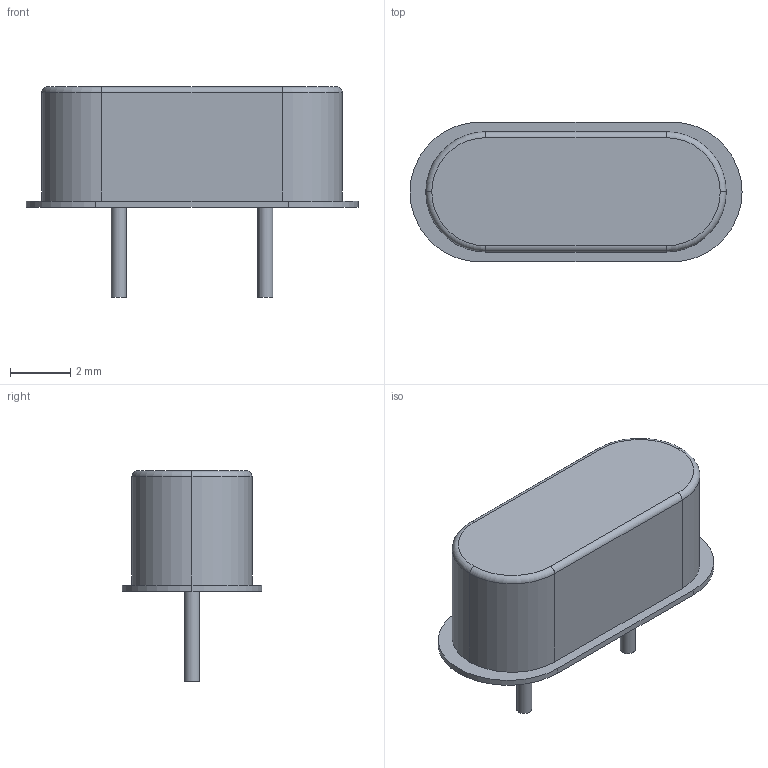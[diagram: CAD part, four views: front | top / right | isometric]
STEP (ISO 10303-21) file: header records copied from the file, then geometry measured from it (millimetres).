
FILE_DESCRIPTION(('FreeCAD Model'),'2;1');
FILE_NAME('Open CASCADE Shape Model','2022-01-13T13:07:09',('Author'),( ''),'Open CASCADE STEP processor 7.5','FreeCAD','Unknown');
FILE_SCHEMA(('AUTOMOTIVE_DESIGN { 1 0 10303 214 1 1 1 1 }'));
Length unit declared in the file: millimetre
Products named in the file (1): Compound002
Bounding box: 11.05 x 4.65 x 7 mm (x, y, z)
Surface area: 199.6 mm2 (no closed solid volume)
Topology: 0 solids, 26 shells, 26 faces, 118 edges, 116 vertices
Faces by surface type: cylinder 12, plane 10, torus 4
Full cylindrical faces by diameter (mm): 0.5 x2
Entity records: 2399 total; most frequent: CARTESIAN_POINT 441, DIRECTION 350, LINE 142, VECTOR 142, ORIENTED_EDGE 120, PCURVE 120, DEFINITIONAL_REPRESENTATION 120, EDGE_CURVE 118
